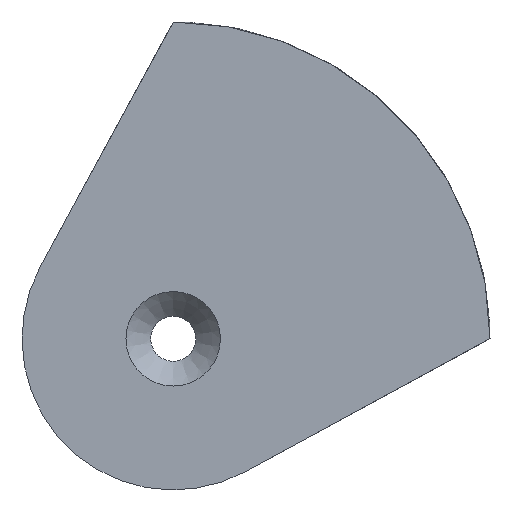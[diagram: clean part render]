
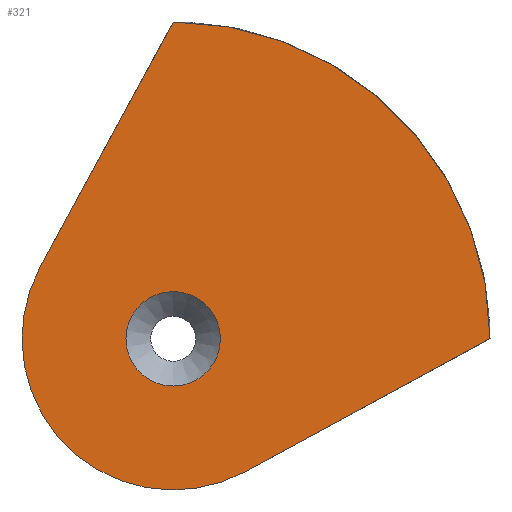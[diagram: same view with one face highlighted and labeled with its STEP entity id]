
A CAD part, left-side view. The second image highlights one B-rep face of the part: STEP entity #321.
In plain terms, the highlighted planar face has unit normal (-1, 0, 0).
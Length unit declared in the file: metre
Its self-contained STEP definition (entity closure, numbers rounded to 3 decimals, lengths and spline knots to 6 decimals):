
#36=LINE('',#545,#54);
#37=LINE('',#547,#55);
#54=VECTOR('',#433,1.);
#55=VECTOR('',#434,1.);
#83=ORIENTED_EDGE('',*,*,#171,.T.);
#84=ORIENTED_EDGE('',*,*,#170,.T.);
#85=ORIENTED_EDGE('',*,*,#172,.F.);
#86=ORIENTED_EDGE('',*,*,#173,.T.);
#87=ORIENTED_EDGE('',*,*,#174,.T.);
#170=EDGE_CURVE('',#213,#215,#240,.T.);
#171=EDGE_CURVE('',#216,#213,#36,.T.);
#172=EDGE_CURVE('',#217,#215,#37,.T.);
#173=EDGE_CURVE('',#217,#216,#241,.T.);
#174=EDGE_CURVE('',#218,#218,#242,.T.);
#213=VERTEX_POINT('',#538);
#215=VERTEX_POINT('',#542);
#216=VERTEX_POINT('',#546);
#217=VERTEX_POINT('',#548);
#218=VERTEX_POINT('',#551);
#240=CIRCLE('',#364,0.01075);
#241=CIRCLE('',#366,0.022525);
#242=CIRCLE('',#367,0.00336);
#262=EDGE_LOOP('',(#83,#84,#85,#86));
#263=EDGE_LOOP('',(#87));
#290=FACE_BOUND('',#262,.T.);
#291=FACE_BOUND('',#263,.T.);
#313=PLANE('',#365);
#321=ADVANCED_FACE('',(#290,#291),#313,.T.);
#364=AXIS2_PLACEMENT_3D('',#543,#429,#430);
#365=AXIS2_PLACEMENT_3D('',#544,#431,#432);
#366=AXIS2_PLACEMENT_3D('',#549,#435,#436);
#367=AXIS2_PLACEMENT_3D('',#550,#437,#438);
#429=DIRECTION('',(-1.,0.,0.));
#430=DIRECTION('',(0.,0.,1.));
#431=DIRECTION('',(-1.,0.,0.));
#432=DIRECTION('',(0.,-1.,0.));
#433=DIRECTION('',(0.,0.477,-0.879));
#434=DIRECTION('',(0.,0.879,-0.477));
#435=DIRECTION('',(-1.,0.,0.));
#436=DIRECTION('',(0.,0.,1.));
#437=DIRECTION('',(1.,0.,0.));
#438=DIRECTION('',(0.,0.,-1.));
#538=CARTESIAN_POINT('',(-0.040139,-0.085553,-0.046509));
#542=CARTESIAN_POINT('',(-0.040139,-0.10013,-0.061086));
#543=CARTESIAN_POINT('',(-0.040139,-0.095,-0.051639));
#544=CARTESIAN_POINT('',(-0.040139,-0.095,-0.051639));
#545=CARTESIAN_POINT('',(-0.040139,-0.088548,-0.040995));
#546=CARTESIAN_POINT('',(-0.040139,-0.095,-0.029114));
#547=CARTESIAN_POINT('',(-0.040139,-0.105645,-0.058091));
#548=CARTESIAN_POINT('',(-0.040139,-0.117525,-0.051639));
#549=CARTESIAN_POINT('',(-0.040139,-0.095,-0.051639));
#550=CARTESIAN_POINT('',(-0.040139,-0.095,-0.051639));
#551=CARTESIAN_POINT('',(-0.040139,-0.095,-0.054999));
